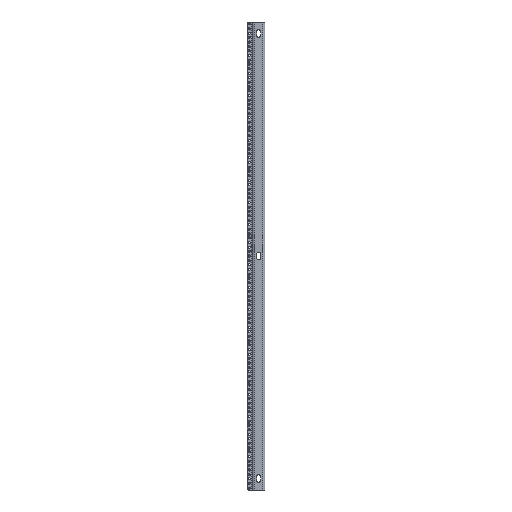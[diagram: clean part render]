
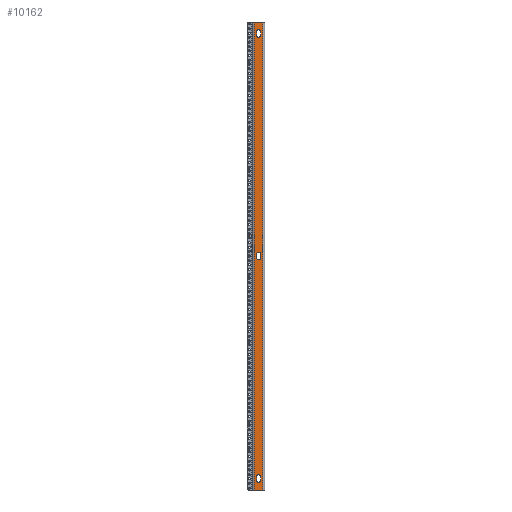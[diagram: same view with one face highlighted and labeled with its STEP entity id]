
A CAD part, left-side view. The second image highlights one B-rep face of the part: STEP entity #10162.
In plain terms, the highlighted planar face has unit normal (-1, 0, 0).
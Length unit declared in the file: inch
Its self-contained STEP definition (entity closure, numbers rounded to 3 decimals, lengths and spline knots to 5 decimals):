
#41 = LINE ( 'NONE', #15396, #1105 ) ;
#195 = CARTESIAN_POINT ( 'NONE',  ( 0., 1.375, 0. ) ) ;
#357 = CARTESIAN_POINT ( 'NONE',  ( 0., 1.062, -59.5 ) ) ;
#424 = CARTESIAN_POINT ( 'NONE',  ( 0., 0.562, -59.5 ) ) ;
#591 = AXIS2_PLACEMENT_3D ( 'NONE', #15963, #9598, #8424 ) ;
#896 = AXIS2_PLACEMENT_3D ( 'NONE', #13891, #1522, #4453 ) ;
#899 = VERTEX_POINT ( 'NONE', #424 ) ;
#960 = VERTEX_POINT ( 'NONE', #2847 ) ;
#1008 = DIRECTION ( 'NONE',  ( 1., 0., 0. ) ) ;
#1105 = VECTOR ( 'NONE', #3716, 39.37008 ) ;
#1149 = ORIENTED_EDGE ( 'NONE', *, *, #2585, .T. ) ;
#1370 = EDGE_CURVE ( 'NONE', #13712, #16505, #10295, .T. ) ;
#1385 = AXIS2_PLACEMENT_3D ( 'NONE', #8183, #3043, #5811 ) ;
#1522 = DIRECTION ( 'NONE',  ( 1., 0., 0. ) ) ;
#1588 = ORIENTED_EDGE ( 'NONE', *, *, #11410, .T. ) ;
#1706 = ORIENTED_EDGE ( 'NONE', *, *, #6434, .T. ) ;
#1830 = CARTESIAN_POINT ( 'NONE',  ( 0., 1.375, 0. ) ) ;
#2133 = VECTOR ( 'NONE', #7137, 39.37008 ) ;
#2434 = DIRECTION ( 'NONE',  ( 0., 0., 1. ) ) ;
#2553 = VERTEX_POINT ( 'NONE', #11203 ) ;
#2561 = DIRECTION ( 'NONE',  ( 0., 0., -1. ) ) ;
#2585 = EDGE_CURVE ( 'NONE', #6329, #10350, #15369, .T. ) ;
#2847 = CARTESIAN_POINT ( 'NONE',  ( 0., 0.562, -30.875 ) ) ;
#3041 = ORIENTED_EDGE ( 'NONE', *, *, #7895, .T. ) ;
#3043 = DIRECTION ( 'NONE',  ( 1., 0., 0. ) ) ;
#3187 = CARTESIAN_POINT ( 'NONE',  ( 0., 1.062, -1.75 ) ) ;
#3195 = ORIENTED_EDGE ( 'NONE', *, *, #5672, .F. ) ;
#3308 = EDGE_CURVE ( 'NONE', #3577, #7659, #16443, .T. ) ;
#3546 = DIRECTION ( 'NONE',  ( 0., 0., 1. ) ) ;
#3556 = VECTOR ( 'NONE', #15266, 39.37008 ) ;
#3573 = CARTESIAN_POINT ( 'NONE',  ( 0., 0.812, -1.25 ) ) ;
#3577 = VERTEX_POINT ( 'NONE', #7050 ) ;
#3716 = DIRECTION ( 'NONE',  ( 0., 0., -1. ) ) ;
#4314 = CARTESIAN_POINT ( 'NONE',  ( 0., 0.25, -61.25 ) ) ;
#4388 = DIRECTION ( 'NONE',  ( 0., 0., 1. ) ) ;
#4453 = DIRECTION ( 'NONE',  ( 0., 0., 1. ) ) ;
#4576 = AXIS2_PLACEMENT_3D ( 'NONE', #3573, #5156, #7766 ) ;
#4603 = CIRCLE ( 'NONE', #591, 0.25 ) ;
#4640 = CARTESIAN_POINT ( 'NONE',  ( 0., 0.812, -1.75 ) ) ;
#4713 = CARTESIAN_POINT ( 'NONE',  ( 0., 1.062, -30.375 ) ) ;
#4952 = CARTESIAN_POINT ( 'NONE',  ( 0., 0.562, -60. ) ) ;
#5137 = EDGE_CURVE ( 'NONE', #10350, #7594, #10490, .T. ) ;
#5156 = DIRECTION ( 'NONE',  ( 1., 0., 0. ) ) ;
#5250 = CARTESIAN_POINT ( 'NONE',  ( 0., 0.562, -60. ) ) ;
#5672 = EDGE_CURVE ( 'NONE', #13327, #14195, #8864, .T. ) ;
#5777 = CARTESIAN_POINT ( 'NONE',  ( 0., 0.562, -30.375 ) ) ;
#5811 = DIRECTION ( 'NONE',  ( 0., 0., 1. ) ) ;
#6268 = ORIENTED_EDGE ( 'NONE', *, *, #12244, .T. ) ;
#6329 = VERTEX_POINT ( 'NONE', #4952 ) ;
#6335 = LINE ( 'NONE', #14082, #8959 ) ;
#6349 = DIRECTION ( 'NONE',  ( 0., 0., -1. ) ) ;
#6403 = VERTEX_POINT ( 'NONE', #8915 ) ;
#6434 = EDGE_CURVE ( 'NONE', #8114, #12984, #9606, .T. ) ;
#6592 = CARTESIAN_POINT ( 'NONE',  ( 0., 1.062, -1.25 ) ) ;
#6865 = VERTEX_POINT ( 'NONE', #11933 ) ;
#6903 = EDGE_CURVE ( 'NONE', #16505, #6865, #11828, .T. ) ;
#7018 = VECTOR ( 'NONE', #11665, 39.37008 ) ;
#7050 = CARTESIAN_POINT ( 'NONE',  ( 0., 0.25, 0. ) ) ;
#7137 = DIRECTION ( 'NONE',  ( 0., 0., -1. ) ) ;
#7561 = DIRECTION ( 'NONE',  ( -1., 0., 0. ) ) ;
#7594 = VERTEX_POINT ( 'NONE', #357 ) ;
#7659 = VERTEX_POINT ( 'NONE', #195 ) ;
#7766 = DIRECTION ( 'NONE',  ( 0., 0., 1. ) ) ;
#7781 = LINE ( 'NONE', #5250, #8175 ) ;
#7824 = EDGE_CURVE ( 'NONE', #7594, #899, #4603, .T. ) ;
#7895 = EDGE_CURVE ( 'NONE', #960, #6403, #8634, .T. ) ;
#7905 = CARTESIAN_POINT ( 'NONE',  ( 0., 1.062, -59.5 ) ) ;
#7962 = CARTESIAN_POINT ( 'NONE',  ( 0., 1.062, -30.375 ) ) ;
#8114 = VERTEX_POINT ( 'NONE', #4713 ) ;
#8175 = VECTOR ( 'NONE', #6349, 39.37008 ) ;
#8183 = CARTESIAN_POINT ( 'NONE',  ( 0., 0.812, -30.875 ) ) ;
#8424 = DIRECTION ( 'NONE',  ( 0., 0., 1. ) ) ;
#8502 = ORIENTED_EDGE ( 'NONE', *, *, #5137, .T. ) ;
#8567 = FACE_OUTER_BOUND ( 'NONE', #8902, .T. ) ;
#8634 = CIRCLE ( 'NONE', #1385, 0.25 ) ;
#8864 = LINE ( 'NONE', #9038, #13372 ) ;
#8902 = EDGE_LOOP ( 'NONE', ( #15733, #10316, #16507, #3195 ) ) ;
#8915 = CARTESIAN_POINT ( 'NONE',  ( 0., 1.062, -30.875 ) ) ;
#8959 = VECTOR ( 'NONE', #2561, 39.37008 ) ;
#9038 = CARTESIAN_POINT ( 'NONE',  ( 0., 0.8125, -61.25 ) ) ;
#9245 = CARTESIAN_POINT ( 'NONE',  ( 0., 1.062, -60. ) ) ;
#9295 = EDGE_LOOP ( 'NONE', ( #13807, #1149, #8502, #11192 ) ) ;
#9598 = DIRECTION ( 'NONE',  ( 1., 0., 0. ) ) ;
#9606 = CIRCLE ( 'NONE', #13396, 0.25 ) ;
#9682 = EDGE_LOOP ( 'NONE', ( #1588, #13859, #11089, #15480 ) ) ;
#9834 = PLANE ( 'NONE',  #13717 ) ;
#9901 = EDGE_CURVE ( 'NONE', #3577, #13327, #41, .T. ) ;
#10162 = ADVANCED_FACE ( 'NONE', ( #16454, #13942, #12592, #8567 ), #9834, .T. ) ;
#10171 = CARTESIAN_POINT ( 'NONE',  ( 0., 0.562, -30.875 ) ) ;
#10228 = LINE ( 'NONE', #7962, #7018 ) ;
#10295 = LINE ( 'NONE', #10371, #11872 ) ;
#10316 = ORIENTED_EDGE ( 'NONE', *, *, #3308, .T. ) ;
#10350 = VERTEX_POINT ( 'NONE', #9245 ) ;
#10371 = CARTESIAN_POINT ( 'NONE',  ( 0., 1.062, -1.25 ) ) ;
#10490 = LINE ( 'NONE', #7905, #14556 ) ;
#10551 = EDGE_LOOP ( 'NONE', ( #6268, #3041, #10589, #1706 ) ) ;
#10589 = ORIENTED_EDGE ( 'NONE', *, *, #14390, .T. ) ;
#11089 = ORIENTED_EDGE ( 'NONE', *, *, #1370, .T. ) ;
#11110 = CARTESIAN_POINT ( 'NONE',  ( 0., 0.812, -30.375 ) ) ;
#11173 = DIRECTION ( 'NONE',  ( 0., 1., 0. ) ) ;
#11192 = ORIENTED_EDGE ( 'NONE', *, *, #7824, .T. ) ;
#11203 = CARTESIAN_POINT ( 'NONE',  ( 0., 0.562, -1.75 ) ) ;
#11410 = EDGE_CURVE ( 'NONE', #6865, #2553, #6335, .T. ) ;
#11481 = EDGE_CURVE ( 'NONE', #2553, #13712, #12443, .T. ) ;
#11665 = DIRECTION ( 'NONE',  ( 0., 0., 1. ) ) ;
#11828 = CIRCLE ( 'NONE', #4576, 0.25 ) ;
#11872 = VECTOR ( 'NONE', #15465, 39.37008 ) ;
#11933 = CARTESIAN_POINT ( 'NONE',  ( 0., 0.562, -1.25 ) ) ;
#12244 = EDGE_CURVE ( 'NONE', #12984, #960, #16536, .T. ) ;
#12443 = CIRCLE ( 'NONE', #13518, 0.25 ) ;
#12592 = FACE_BOUND ( 'NONE', #9295, .T. ) ;
#12984 = VERTEX_POINT ( 'NONE', #5777 ) ;
#13281 = EDGE_CURVE ( 'NONE', #899, #6329, #7781, .T. ) ;
#13327 = VERTEX_POINT ( 'NONE', #4314 ) ;
#13372 = VECTOR ( 'NONE', #16323, 39.37008 ) ;
#13396 = AXIS2_PLACEMENT_3D ( 'NONE', #11110, #1008, #2434 ) ;
#13437 = LINE ( 'NONE', #1830, #2133 ) ;
#13518 = AXIS2_PLACEMENT_3D ( 'NONE', #4640, #14965, #3546 ) ;
#13605 = CARTESIAN_POINT ( 'NONE',  ( 0., 0.8125, 0. ) ) ;
#13712 = VERTEX_POINT ( 'NONE', #3187 ) ;
#13717 = AXIS2_PLACEMENT_3D ( 'NONE', #14942, #7561, #4388 ) ;
#13807 = ORIENTED_EDGE ( 'NONE', *, *, #13281, .T. ) ;
#13859 = ORIENTED_EDGE ( 'NONE', *, *, #11481, .T. ) ;
#13891 = CARTESIAN_POINT ( 'NONE',  ( 0., 0.812, -60. ) ) ;
#13942 = FACE_BOUND ( 'NONE', #10551, .T. ) ;
#13995 = VECTOR ( 'NONE', #11173, 39.37008 ) ;
#14082 = CARTESIAN_POINT ( 'NONE',  ( 0., 0.562, -1.75 ) ) ;
#14195 = VERTEX_POINT ( 'NONE', #16262 ) ;
#14390 = EDGE_CURVE ( 'NONE', #6403, #8114, #10228, .T. ) ;
#14556 = VECTOR ( 'NONE', #15598, 39.37008 ) ;
#14942 = CARTESIAN_POINT ( 'NONE',  ( 0., 1.625, 0. ) ) ;
#14965 = DIRECTION ( 'NONE',  ( 1., 0., 0. ) ) ;
#15266 = DIRECTION ( 'NONE',  ( 0., 0., -1. ) ) ;
#15369 = CIRCLE ( 'NONE', #896, 0.25 ) ;
#15396 = CARTESIAN_POINT ( 'NONE',  ( 0., 0.25, 0. ) ) ;
#15465 = DIRECTION ( 'NONE',  ( 0., 0., 1. ) ) ;
#15480 = ORIENTED_EDGE ( 'NONE', *, *, #6903, .T. ) ;
#15598 = DIRECTION ( 'NONE',  ( 0., 0., 1. ) ) ;
#15724 = EDGE_CURVE ( 'NONE', #7659, #14195, #13437, .T. ) ;
#15733 = ORIENTED_EDGE ( 'NONE', *, *, #9901, .F. ) ;
#15963 = CARTESIAN_POINT ( 'NONE',  ( 0., 0.812, -59.5 ) ) ;
#16262 = CARTESIAN_POINT ( 'NONE',  ( 0., 1.375, -61.25 ) ) ;
#16323 = DIRECTION ( 'NONE',  ( 0., 1., 0. ) ) ;
#16443 = LINE ( 'NONE', #13605, #13995 ) ;
#16454 = FACE_BOUND ( 'NONE', #9682, .T. ) ;
#16505 = VERTEX_POINT ( 'NONE', #6592 ) ;
#16507 = ORIENTED_EDGE ( 'NONE', *, *, #15724, .T. ) ;
#16536 = LINE ( 'NONE', #10171, #3556 ) ;
